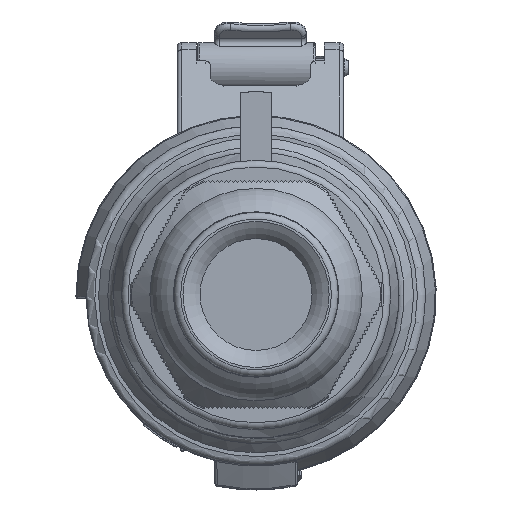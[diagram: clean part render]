
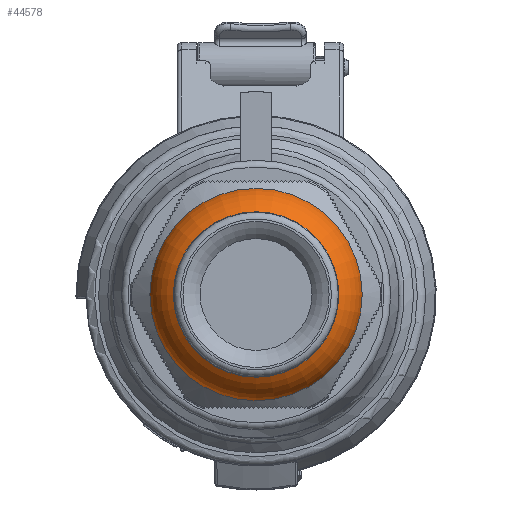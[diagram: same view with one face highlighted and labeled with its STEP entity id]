
A CAD part, top view. The second image highlights one B-rep face of the part: STEP entity #44578.
In plain terms, the highlighted toroidal (fillet/blend) face has major radius 11.861 mm and minor radius 11.76 mm.
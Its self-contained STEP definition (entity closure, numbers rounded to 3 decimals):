
#1588=TOROIDAL_SURFACE('',#47043,11.86,11.76);
#2683=CIRCLE('',#47040,23.25);
#2684=CIRCLE('',#47041,23.25);
#2685=CIRCLE('',#47042,23.25);
#2686=CIRCLE('',#47044,11.76);
#2687=CIRCLE('',#47045,18.118);
#2688=CIRCLE('',#47046,18.118);
#3282=FACE_OUTER_BOUND('',#5672,.T.);
#5672=EDGE_LOOP('',(#28542,#28543,#28544,#28545,#28546,#28547,#28548));
#16939=VERTEX_POINT('',#56232);
#16940=VERTEX_POINT('',#56234);
#16941=VERTEX_POINT('',#56236);
#16942=VERTEX_POINT('',#56240);
#16943=VERTEX_POINT('',#56242);
#21540=EDGE_CURVE('',#16939,#16940,#2683,.T.);
#21541=EDGE_CURVE('',#16940,#16941,#2684,.T.);
#21542=EDGE_CURVE('',#16941,#16939,#2685,.T.);
#21543=EDGE_CURVE('',#16941,#16942,#2686,.T.);
#21544=EDGE_CURVE('',#16942,#16943,#2687,.T.);
#21545=EDGE_CURVE('',#16943,#16942,#2688,.T.);
#28542=ORIENTED_EDGE('',*,*,#21541,.F.);
#28543=ORIENTED_EDGE('',*,*,#21540,.F.);
#28544=ORIENTED_EDGE('',*,*,#21542,.F.);
#28545=ORIENTED_EDGE('',*,*,#21543,.T.);
#28546=ORIENTED_EDGE('',*,*,#21544,.T.);
#28547=ORIENTED_EDGE('',*,*,#21545,.T.);
#28548=ORIENTED_EDGE('',*,*,#21543,.F.);
#44578=ADVANCED_FACE('',(#3282),#1588,.T.);
#47040=AXIS2_PLACEMENT_3D('',#56235,#48817,#48818);
#47041=AXIS2_PLACEMENT_3D('',#56237,#48819,#48820);
#47042=AXIS2_PLACEMENT_3D('',#56238,#48821,#48822);
#47043=AXIS2_PLACEMENT_3D('',#56239,#48823,#48824);
#47044=AXIS2_PLACEMENT_3D('',#56241,#48825,#48826);
#47045=AXIS2_PLACEMENT_3D('',#56243,#48827,#48828);
#47046=AXIS2_PLACEMENT_3D('',#56244,#48829,#48830);
#48817=DIRECTION('center_axis',(0.,0.,
-1.));
#48818=DIRECTION('ref_axis',(1.,0.,0.));
#48819=DIRECTION('center_axis',(0.,0.,
-1.));
#48820=DIRECTION('ref_axis',(1.,0.,0.));
#48821=DIRECTION('center_axis',(0.,0.,
-1.));
#48822=DIRECTION('ref_axis',(1.,0.,0.));
#48823=DIRECTION('center_axis',(0.,0.,
-1.));
#48824=DIRECTION('ref_axis',(0.,1.,0.));
#48825=DIRECTION('center_axis',(-1.,0.,0.));
#48826=DIRECTION('ref_axis',(0.,-1.,0.));
#48827=DIRECTION('center_axis',(0.,0.,
-1.));
#48828=DIRECTION('ref_axis',(1.,0.,0.));
#48829=DIRECTION('center_axis',(0.,0.,
-1.));
#48830=DIRECTION('ref_axis',(1.,0.,0.));
#56232=CARTESIAN_POINT('',(-24.193,-0.943,107.609));
#56234=CARTESIAN_POINT('',(22.307,-0.943,107.609));
#56235=CARTESIAN_POINT('Origin',(-0.943,-0.943,
107.609));
#56236=CARTESIAN_POINT('',(-0.943,-24.193,107.609));
#56237=CARTESIAN_POINT('Origin',(-0.943,-0.943,
107.609));
#56238=CARTESIAN_POINT('Origin',(-0.943,-0.943,
107.609));
#56239=CARTESIAN_POINT('Origin',(-0.943,-0.943,
104.68));
#56240=CARTESIAN_POINT('',(-0.943,-19.06,114.637));
#56241=CARTESIAN_POINT('Origin',(-0.943,-12.803,104.68));
#56242=CARTESIAN_POINT('',(17.175,-0.943,114.637));
#56243=CARTESIAN_POINT('Origin',(-0.943,-0.943,
114.637));
#56244=CARTESIAN_POINT('Origin',(-0.943,-0.943,
114.637));
